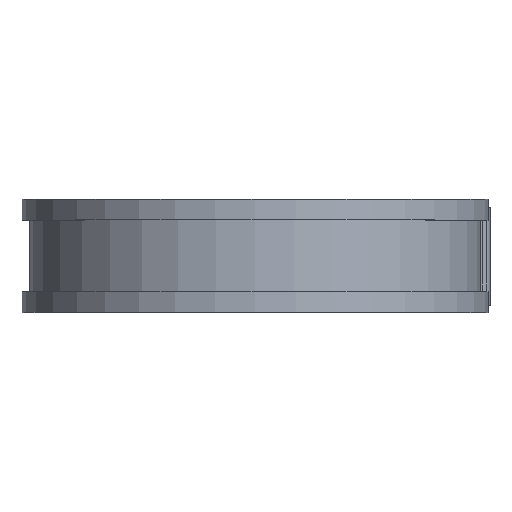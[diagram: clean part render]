
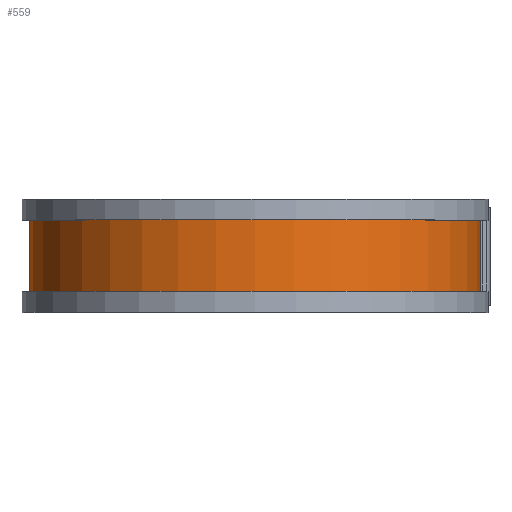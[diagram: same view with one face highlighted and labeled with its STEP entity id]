
A CAD part, top view. The second image highlights one B-rep face of the part: STEP entity #559.
In plain terms, the highlighted cylindrical face has radius 44.018 mm (diameter 88.036 mm), a partial arc.
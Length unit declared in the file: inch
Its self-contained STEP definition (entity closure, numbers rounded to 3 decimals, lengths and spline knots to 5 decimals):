
#25 = DIRECTION ( 'NONE',  ( 0., -1., 0. ) ) ;
#41 = CARTESIAN_POINT ( 'NONE',  ( 0., 0.275, 0. ) ) ;
#67 = DIRECTION ( 'NONE',  ( 0., -1., 0. ) ) ;
#72 = CARTESIAN_POINT ( 'NONE',  ( 0., 0.375, 0. ) ) ;
#84 = VECTOR ( 'NONE', #1294, 39.37008 ) ;
#100 = DIRECTION ( 'NONE',  ( 0., 0., -1. ) ) ;
#125 = DIRECTION ( 'NONE',  ( 0., -1., 0. ) ) ;
#199 = VERTEX_POINT ( 'NONE', #1450 ) ;
#202 = CARTESIAN_POINT ( 'NONE',  ( 0., -0.275, 0. ) ) ;
#219 = DIRECTION ( 'NONE',  ( 0., 0., -1. ) ) ;
#243 = DIRECTION ( 'NONE',  ( 0., -1., 0. ) ) ;
#315 = CYLINDRICAL_SURFACE ( 'NONE', #1391, 1.733 ) ;
#321 = ORIENTED_EDGE ( 'NONE', *, *, #326, .T. ) ;
#326 = EDGE_CURVE ( 'NONE', #454, #459, #1577, .T. ) ;
#347 = CARTESIAN_POINT ( 'NONE',  ( 0., 0.375, -1.733 ) ) ;
#376 = CIRCLE ( 'NONE', #1138, 1.733 ) ;
#454 = VERTEX_POINT ( 'NONE', #663 ) ;
#459 = VERTEX_POINT ( 'NONE', #659 ) ;
#464 = FACE_OUTER_BOUND ( 'NONE', #940, .T. ) ;
#498 = EDGE_CURVE ( 'NONE', #1133, #459, #1318, .T. ) ;
#515 = ORIENTED_EDGE ( 'NONE', *, *, #752, .T. ) ;
#559 = ADVANCED_FACE ( 'NONE', ( #464 ), #315, .T. ) ;
#659 = CARTESIAN_POINT ( 'NONE',  ( 0., -0.275, -1.733 ) ) ;
#663 = CARTESIAN_POINT ( 'NONE',  ( 0., 0.275, -1.733 ) ) ;
#752 = EDGE_CURVE ( 'NONE', #199, #454, #376, .T. ) ;
#764 = EDGE_CURVE ( 'NONE', #199, #1133, #1241, .T. ) ;
#927 = DIRECTION ( 'NONE',  ( 0., 0., -1. ) ) ;
#940 = EDGE_LOOP ( 'NONE', ( #1687, #515, #321, #1709 ) ) ;
#1133 = VERTEX_POINT ( 'NONE', #1458 ) ;
#1138 = AXIS2_PLACEMENT_3D ( 'NONE', #41, #25, #927 ) ;
#1241 = LINE ( 'NONE', #1305, #84 ) ;
#1294 = DIRECTION ( 'NONE',  ( 0., -1., 0. ) ) ;
#1305 = CARTESIAN_POINT ( 'NONE',  ( 1.733, 0.375, 0. ) ) ;
#1318 = CIRCLE ( 'NONE', #1456, 1.733 ) ;
#1391 = AXIS2_PLACEMENT_3D ( 'NONE', #72, #67, #219 ) ;
#1450 = CARTESIAN_POINT ( 'NONE',  ( 1.733, 0.275, 0. ) ) ;
#1456 = AXIS2_PLACEMENT_3D ( 'NONE', #202, #125, #100 ) ;
#1458 = CARTESIAN_POINT ( 'NONE',  ( 1.733, -0.275, 0. ) ) ;
#1479 = VECTOR ( 'NONE', #243, 39.37008 ) ;
#1577 = LINE ( 'NONE', #347, #1479 ) ;
#1687 = ORIENTED_EDGE ( 'NONE', *, *, #764, .F. ) ;
#1709 = ORIENTED_EDGE ( 'NONE', *, *, #498, .F. ) ;
